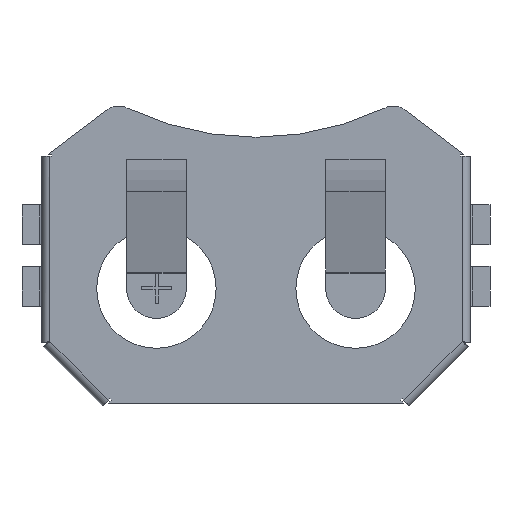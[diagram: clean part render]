
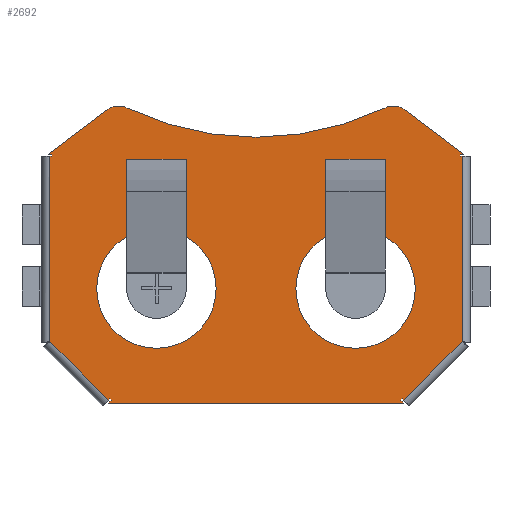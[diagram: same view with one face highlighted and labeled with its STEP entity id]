
A CAD part, front view. The second image highlights one B-rep face of the part: STEP entity #2692.
In plain terms, the highlighted planar face has unit normal (0, -1, 0).
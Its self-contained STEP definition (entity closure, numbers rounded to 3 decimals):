
#61=FACE_BOUND('',#272,.T.);
#62=FACE_BOUND('',#273,.T.);
#99=FACE_OUTER_BOUND('',#271,.T.);
#271=EDGE_LOOP('',(#1946,#1947,#1948,#1949,#1950,#1951,#1952,#1953,#1954,
#1955,#1956,#1957,#1958,#1959,#1960,#1961,#1962,#1963,#1964,#1965,#1966,
#1967));
#272=EDGE_LOOP('',(#1968,#1969,#1970,#1971));
#273=EDGE_LOOP('',(#1972,#1973,#1974,#1975));
#422=CIRCLE('',#2898,1.);
#423=CIRCLE('',#2899,15.);
#424=CIRCLE('',#2900,1.);
#425=CIRCLE('',#2901,3.);
#426=CIRCLE('',#2902,3.);
#633=LINE('',#4217,#957);
#634=LINE('',#4219,#958);
#635=LINE('',#4221,#959);
#636=LINE('',#4223,#960);
#637=LINE('',#4225,#961);
#638=LINE('',#4227,#962);
#639=LINE('',#4235,#963);
#640=LINE('',#4237,#964);
#641=LINE('',#4239,#965);
#642=LINE('',#4241,#966);
#643=LINE('',#4243,#967);
#644=LINE('',#4245,#968);
#645=LINE('',#4247,#969);
#646=LINE('',#4249,#970);
#647=LINE('',#4251,#971);
#648=LINE('',#4253,#972);
#649=LINE('',#4255,#973);
#650=LINE('',#4257,#974);
#651=LINE('',#4258,#975);
#652=LINE('',#4262,#976);
#653=LINE('',#4263,#977);
#654=LINE('',#4264,#978);
#655=LINE('',#4266,#979);
#656=LINE('',#4269,#980);
#657=LINE('',#4270,#981);
#957=VECTOR('',#3345,4.16);
#958=VECTOR('',#3346,9.317);
#959=VECTOR('',#3347,0.1);
#960=VECTOR('',#3348,0.1);
#961=VECTOR('',#3349,0.168);
#962=VECTOR('',#3350,3.656);
#963=VECTOR('',#3357,3.656);
#964=VECTOR('',#3358,0.168);
#965=VECTOR('',#3359,0.1);
#966=VECTOR('',#3360,0.1);
#967=VECTOR('',#3361,9.317);
#968=VECTOR('',#3362,4.16);
#969=VECTOR('',#3363,0.1);
#970=VECTOR('',#3364,0.1);
#971=VECTOR('',#3365,0.2);
#972=VECTOR('',#3366,14.817);
#973=VECTOR('',#3367,0.2);
#974=VECTOR('',#3368,0.1);
#975=VECTOR('',#3369,0.1);
#976=VECTOR('',#3372,3.902);
#977=VECTOR('',#3373,3.);
#978=VECTOR('',#3374,3.902);
#979=VECTOR('',#3375,3.902);
#980=VECTOR('',#3378,3.902);
#981=VECTOR('',#3379,3.);
#1118=VERTEX_POINT('',#3857);
#1121=VERTEX_POINT('',#3864);
#1124=VERTEX_POINT('',#3871);
#1127=VERTEX_POINT('',#3878);
#1260=VERTEX_POINT('',#4215);
#1261=VERTEX_POINT('',#4216);
#1262=VERTEX_POINT('',#4218);
#1263=VERTEX_POINT('',#4220);
#1264=VERTEX_POINT('',#4222);
#1265=VERTEX_POINT('',#4224);
#1266=VERTEX_POINT('',#4226);
#1267=VERTEX_POINT('',#4228);
#1268=VERTEX_POINT('',#4230);
#1269=VERTEX_POINT('',#4232);
#1270=VERTEX_POINT('',#4234);
#1271=VERTEX_POINT('',#4236);
#1272=VERTEX_POINT('',#4238);
#1273=VERTEX_POINT('',#4240);
#1274=VERTEX_POINT('',#4242);
#1275=VERTEX_POINT('',#4244);
#1276=VERTEX_POINT('',#4246);
#1277=VERTEX_POINT('',#4248);
#1278=VERTEX_POINT('',#4250);
#1279=VERTEX_POINT('',#4252);
#1280=VERTEX_POINT('',#4254);
#1281=VERTEX_POINT('',#4256);
#1282=VERTEX_POINT('',#4259);
#1283=VERTEX_POINT('',#4260);
#1284=VERTEX_POINT('',#4265);
#1285=VERTEX_POINT('',#4267);
#1521=EDGE_CURVE('',#1260,#1261,#633,.F.);
#1522=EDGE_CURVE('',#1261,#1262,#634,.F.);
#1523=EDGE_CURVE('',#1262,#1263,#635,.T.);
#1524=EDGE_CURVE('',#1263,#1264,#636,.T.);
#1525=EDGE_CURVE('',#1264,#1265,#637,.T.);
#1526=EDGE_CURVE('',#1265,#1266,#638,.T.);
#1527=EDGE_CURVE('',#1266,#1267,#422,.T.);
#1528=EDGE_CURVE('',#1267,#1268,#423,.T.);
#1529=EDGE_CURVE('',#1269,#1268,#424,.T.);
#1530=EDGE_CURVE('',#1270,#1269,#639,.T.);
#1531=EDGE_CURVE('',#1270,#1271,#640,.T.);
#1532=EDGE_CURVE('',#1271,#1272,#641,.T.);
#1533=EDGE_CURVE('',#1272,#1273,#642,.T.);
#1534=EDGE_CURVE('',#1273,#1274,#643,.F.);
#1535=EDGE_CURVE('',#1274,#1275,#644,.F.);
#1536=EDGE_CURVE('',#1275,#1276,#645,.T.);
#1537=EDGE_CURVE('',#1276,#1277,#646,.T.);
#1538=EDGE_CURVE('',#1277,#1278,#647,.T.);
#1539=EDGE_CURVE('',#1278,#1279,#648,.T.);
#1540=EDGE_CURVE('',#1279,#1280,#649,.T.);
#1541=EDGE_CURVE('',#1280,#1281,#650,.T.);
#1542=EDGE_CURVE('',#1281,#1260,#651,.T.);
#1543=EDGE_CURVE('',#1282,#1283,#425,.T.);
#1544=EDGE_CURVE('',#1127,#1282,#652,.T.);
#1545=EDGE_CURVE('',#1118,#1127,#653,.T.);
#1546=EDGE_CURVE('',#1283,#1118,#654,.T.);
#1547=EDGE_CURVE('',#1284,#1121,#655,.T.);
#1548=EDGE_CURVE('',#1285,#1284,#426,.T.);
#1549=EDGE_CURVE('',#1124,#1285,#656,.T.);
#1550=EDGE_CURVE('',#1121,#1124,#657,.T.);
#1946=ORIENTED_EDGE('',*,*,#1521,.T.);
#1947=ORIENTED_EDGE('',*,*,#1522,.T.);
#1948=ORIENTED_EDGE('',*,*,#1523,.T.);
#1949=ORIENTED_EDGE('',*,*,#1524,.T.);
#1950=ORIENTED_EDGE('',*,*,#1525,.T.);
#1951=ORIENTED_EDGE('',*,*,#1526,.T.);
#1952=ORIENTED_EDGE('',*,*,#1527,.T.);
#1953=ORIENTED_EDGE('',*,*,#1528,.T.);
#1954=ORIENTED_EDGE('',*,*,#1529,.F.);
#1955=ORIENTED_EDGE('',*,*,#1530,.F.);
#1956=ORIENTED_EDGE('',*,*,#1531,.T.);
#1957=ORIENTED_EDGE('',*,*,#1532,.T.);
#1958=ORIENTED_EDGE('',*,*,#1533,.T.);
#1959=ORIENTED_EDGE('',*,*,#1534,.T.);
#1960=ORIENTED_EDGE('',*,*,#1535,.T.);
#1961=ORIENTED_EDGE('',*,*,#1536,.T.);
#1962=ORIENTED_EDGE('',*,*,#1537,.T.);
#1963=ORIENTED_EDGE('',*,*,#1538,.T.);
#1964=ORIENTED_EDGE('',*,*,#1539,.T.);
#1965=ORIENTED_EDGE('',*,*,#1540,.T.);
#1966=ORIENTED_EDGE('',*,*,#1541,.T.);
#1967=ORIENTED_EDGE('',*,*,#1542,.T.);
#1968=ORIENTED_EDGE('',*,*,#1543,.F.);
#1969=ORIENTED_EDGE('',*,*,#1544,.F.);
#1970=ORIENTED_EDGE('',*,*,#1545,.F.);
#1971=ORIENTED_EDGE('',*,*,#1546,.F.);
#1972=ORIENTED_EDGE('',*,*,#1547,.F.);
#1973=ORIENTED_EDGE('',*,*,#1548,.F.);
#1974=ORIENTED_EDGE('',*,*,#1549,.F.);
#1975=ORIENTED_EDGE('',*,*,#1550,.F.);
#2558=PLANE('',#2897);
#2692=ADVANCED_FACE('',(#99,#61,#62),#2558,.T.);
#2897=AXIS2_PLACEMENT_3D('',#4214,#3343,#3344);
#2898=AXIS2_PLACEMENT_3D('',#4229,#3351,#3352);
#2899=AXIS2_PLACEMENT_3D('',#4231,#3353,#3354);
#2900=AXIS2_PLACEMENT_3D('',#4233,#3355,#3356);
#2901=AXIS2_PLACEMENT_3D('',#4261,#3370,#3371);
#2902=AXIS2_PLACEMENT_3D('',#4268,#3376,#3377);
#3343=DIRECTION('center_axis',(0.,-1.,0.));
#3344=DIRECTION('ref_axis',(0.,0.,-1.));
#3345=DIRECTION('',(-0.707,0.,-0.707));
#3346=DIRECTION('',(0.,0.,-1.));
#3347=DIRECTION('',(-1.,0.,0.));
#3348=DIRECTION('',(0.,0.,1.));
#3349=DIRECTION('',(1.,0.,0.));
#3350=DIRECTION('',(-0.797,0.,0.604));
#3351=DIRECTION('center_axis',(0.,-1.,0.));
#3352=DIRECTION('ref_axis',(0.,0.,-1.));
#3353=DIRECTION('center_axis',(0.,1.,0.));
#3354=DIRECTION('ref_axis',(0.,0.,1.));
#3355=DIRECTION('center_axis',(0.,1.,0.));
#3356=DIRECTION('ref_axis',(0.,0.,1.));
#3357=DIRECTION('',(0.797,0.,0.604));
#3358=DIRECTION('',(1.,0.,0.));
#3359=DIRECTION('',(0.,0.,-1.));
#3360=DIRECTION('',(-1.,0.,0.));
#3361=DIRECTION('',(0.,0.,1.));
#3362=DIRECTION('',(-0.707,0.,0.707));
#3363=DIRECTION('',(0.707,0.,0.707));
#3364=DIRECTION('',(0.707,0.,-0.707));
#3365=DIRECTION('',(-0.707,0.,-0.707));
#3366=DIRECTION('',(1.,0.,0.));
#3367=DIRECTION('',(-0.707,0.,0.707));
#3368=DIRECTION('',(0.707,0.,0.707));
#3369=DIRECTION('',(0.707,0.,-0.707));
#3370=DIRECTION('center_axis',(0.,-1.,0.));
#3371=DIRECTION('ref_axis',(0.,0.,-1.));
#3372=DIRECTION('',(0.,0.,-1.));
#3373=DIRECTION('',(-1.,0.,0.));
#3374=DIRECTION('',(0.,0.,1.));
#3375=DIRECTION('',(0.,0.,1.));
#3376=DIRECTION('center_axis',(0.,-1.,0.));
#3377=DIRECTION('ref_axis',(0.,0.,-1.));
#3378=DIRECTION('',(0.,0.,-1.));
#3379=DIRECTION('',(-1.,0.,0.));
#3857=CARTESIAN_POINT('',(6.5,1.8,4.5));
#3864=CARTESIAN_POINT('',(-3.5,1.8,4.5));
#3871=CARTESIAN_POINT('',(-6.5,1.8,4.5));
#3878=CARTESIAN_POINT('',(3.5,1.8,4.5));
#4214=CARTESIAN_POINT('Origin',(6.901,1.8,6.163));
#4215=CARTESIAN_POINT('',(7.409,1.8,-7.609));
#4216=CARTESIAN_POINT('',(10.35,1.8,-4.667));
#4217=CARTESIAN_POINT('',(10.35,1.8,-4.667));
#4218=CARTESIAN_POINT('',(10.35,1.8,4.65));
#4219=CARTESIAN_POINT('',(10.35,1.8,4.65));
#4220=CARTESIAN_POINT('',(10.25,1.8,4.65));
#4221=CARTESIAN_POINT('',(10.35,1.8,4.65));
#4222=CARTESIAN_POINT('',(10.25,1.8,4.75));
#4223=CARTESIAN_POINT('',(10.25,1.8,4.65));
#4224=CARTESIAN_POINT('',(10.418,1.8,4.75));
#4225=CARTESIAN_POINT('',(10.25,1.8,4.75));
#4226=CARTESIAN_POINT('',(7.505,1.8,6.96));
#4227=CARTESIAN_POINT('',(10.418,1.8,4.75));
#4228=CARTESIAN_POINT('',(6.47,1.8,7.065));
#4229=CARTESIAN_POINT('Origin',(6.901,1.8,6.163));
#4230=CARTESIAN_POINT('',(-6.47,1.8,7.065));
#4231=CARTESIAN_POINT('Origin',(0.,1.8,20.598));
#4232=CARTESIAN_POINT('',(-7.505,1.8,6.96));
#4233=CARTESIAN_POINT('Origin',(-6.901,1.8,6.163));
#4234=CARTESIAN_POINT('',(-10.418,1.8,4.75));
#4235=CARTESIAN_POINT('',(-10.418,1.8,4.75));
#4236=CARTESIAN_POINT('',(-10.25,1.8,4.75));
#4237=CARTESIAN_POINT('',(-10.418,1.8,4.75));
#4238=CARTESIAN_POINT('',(-10.25,1.8,4.65));
#4239=CARTESIAN_POINT('',(-10.25,1.8,4.75));
#4240=CARTESIAN_POINT('',(-10.35,1.8,4.65));
#4241=CARTESIAN_POINT('',(-10.25,1.8,4.65));
#4242=CARTESIAN_POINT('',(-10.35,1.8,-4.667));
#4243=CARTESIAN_POINT('',(-10.35,1.8,-4.667));
#4244=CARTESIAN_POINT('',(-7.409,1.8,-7.609));
#4245=CARTESIAN_POINT('',(-7.409,1.8,-7.609));
#4246=CARTESIAN_POINT('',(-7.338,1.8,-7.538));
#4247=CARTESIAN_POINT('',(-7.409,1.8,-7.609));
#4248=CARTESIAN_POINT('',(-7.267,1.8,-7.609));
#4249=CARTESIAN_POINT('',(-7.338,1.8,-7.538));
#4250=CARTESIAN_POINT('',(-7.409,1.8,-7.75));
#4251=CARTESIAN_POINT('',(-7.267,1.8,-7.609));
#4252=CARTESIAN_POINT('',(7.409,1.8,-7.75));
#4253=CARTESIAN_POINT('',(-7.409,1.8,-7.75));
#4254=CARTESIAN_POINT('',(7.267,1.8,-7.609));
#4255=CARTESIAN_POINT('',(7.409,1.8,-7.75));
#4256=CARTESIAN_POINT('',(7.338,1.8,-7.538));
#4257=CARTESIAN_POINT('',(7.267,1.8,-7.609));
#4258=CARTESIAN_POINT('',(7.338,1.8,-7.538));
#4259=CARTESIAN_POINT('',(3.5,1.8,0.598));
#4260=CARTESIAN_POINT('',(6.5,1.8,0.598));
#4261=CARTESIAN_POINT('Origin',(5.,1.8,-2.));
#4262=CARTESIAN_POINT('',(3.5,1.8,4.5));
#4263=CARTESIAN_POINT('',(6.5,1.8,4.5));
#4264=CARTESIAN_POINT('',(6.5,1.8,0.598));
#4265=CARTESIAN_POINT('',(-3.5,1.8,0.598));
#4266=CARTESIAN_POINT('',(-3.5,1.8,0.598));
#4267=CARTESIAN_POINT('',(-6.5,1.8,0.598));
#4268=CARTESIAN_POINT('Origin',(-5.,1.8,-2.));
#4269=CARTESIAN_POINT('',(-6.5,1.8,4.5));
#4270=CARTESIAN_POINT('',(-3.5,1.8,4.5));
